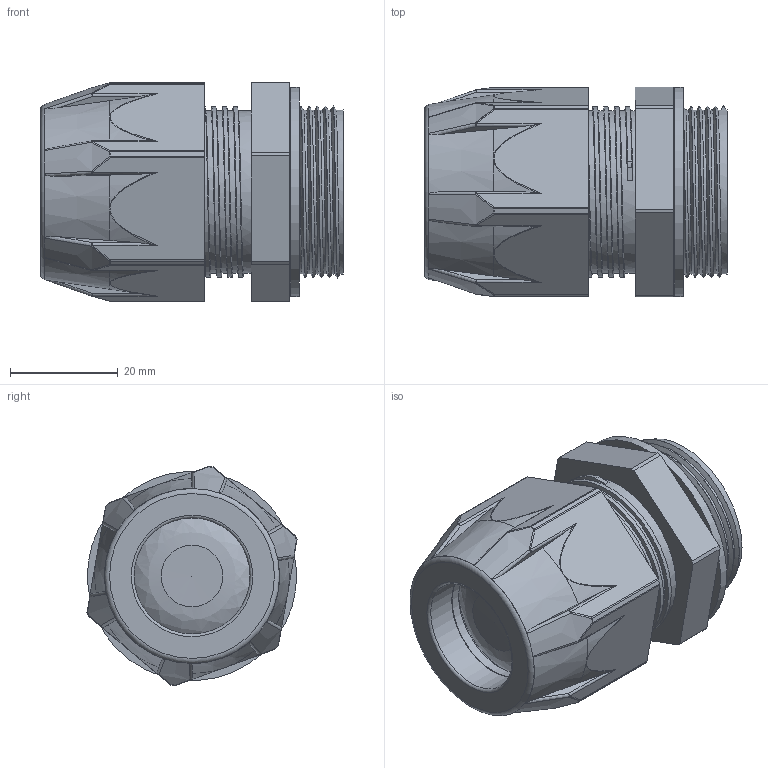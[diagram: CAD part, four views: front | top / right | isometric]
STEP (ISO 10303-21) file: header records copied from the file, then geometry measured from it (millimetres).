
FILE_DESCRIPTION(/* description */ ('Euro-Top-X-4.Generation M32x1,5, Ex e'),/* implementation_level */ '2;1');
FILE_NAME(/* name */ '85084532X4HISI-RST.stp',/* time_stamp */ '2020-02-20T09:52:02+01:00',/* author */ ('sl'),/* organization */ (''),/* preprocessor_version */ 'ST-DEVELOPER v16.5',/* originating_system */ 'Autodesk Inventor 2017',/* authorisation */ '');
FILE_SCHEMA (('AUTOMOTIVE_DESIGN { 1 0 10303 214 3 1 1 }'));
Length unit declared in the file: millimetre
Products named in the file (6): 85084532X4HISI; 85084532X4HI; 85084532X4HISI_1; 85084532X4HI_1; 85084532X4HISI_2; 85084532X4HI_2
Assembly tree (5 placements, depth 2):
  85084532X4HISI
    85084532X4HI
    85084532X4HISI_1
    85084532X4HI_1
    85084532X4HISI_2
    85084532X4HI_2
Bounding box: 56.1 x 38.9 x 40.65 mm (x, y, z)
Volume: 29354.2 mm3; surface area: 25606.2 mm2
Topology: 5 solids, 5 shells, 394 faces, 1062 edges, 686 vertices
Faces by surface type: cylinder 137, plane 127, bspline 50, torus 32, cone 24, sphere 24
Full cylindrical faces by diameter (mm): 20.97 x1, 21.37 x1, 21.5 x2, 22 x1, 25.07 x1, 25.41 x1, 25.62 x1, 27.6 x1, 30.078 x7, 30.15 x1, 30.18 x8, 30.388 x6, 31.702 x8, 38.77 x1
Entity records: 16819 total; most frequent: CARTESIAN_POINT 7607, ORIENTED_EDGE 1886, DIRECTION 1836, EDGE_CURVE 943, AXIS2_PLACEMENT_3D 754, VERTEX_POINT 623, CIRCLE 423, EDGE_LOOP 414
